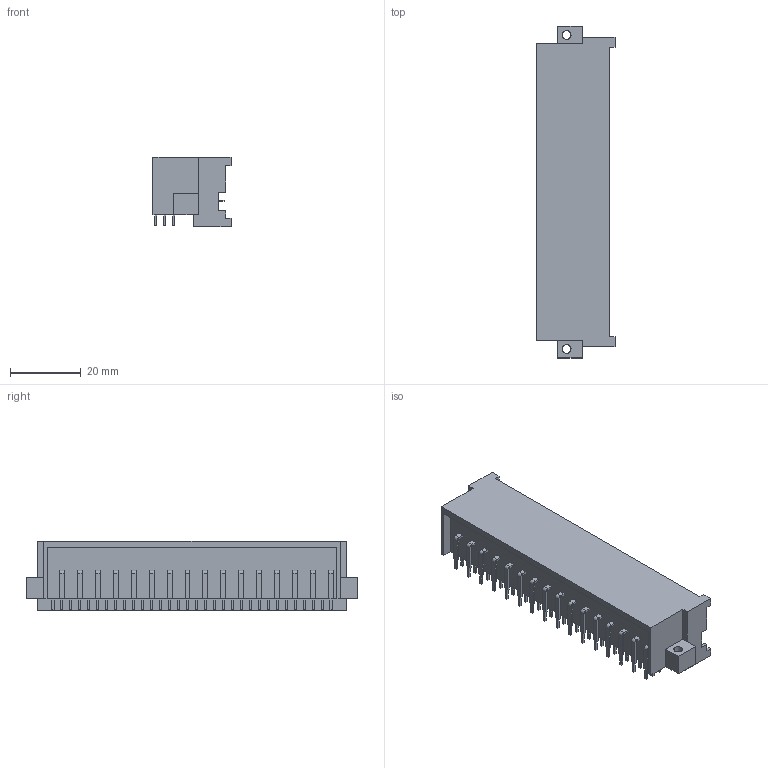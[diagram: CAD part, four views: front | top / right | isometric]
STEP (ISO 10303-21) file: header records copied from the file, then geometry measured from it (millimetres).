
FILE_DESCRIPTION((''),'2;1');
FILE_NAME('EPT_111-40064.stp','2010-12-08T10:25:18',(''),(''),'Mechanical Desktop 2011','Mechanical Desktop 2011',', , ');
FILE_SCHEMA(('AUTOMOTIVE_DESIGN { 1 2 10303 214 1 1 1 1 }'));
Length unit declared in the file: millimetre
Products named in the file (1): Product
Bounding box: 22.1 x 94 x 19.8 mm (x, y, z)
Volume: 19344.4 mm3; surface area: 12275.2 mm2
Topology: 147 solids, 147 shells, 1278 faces, 2695 edges, 1712 vertices
Faces by surface type: plane 1222, cylinder 36, bspline 20
Entity records: 33093 total; most frequent: CARTESIAN_POINT 5745, ORIENTED_EDGE 5388, DIRECTION 5285, EDGE_CURVE 2694, VECTOR 2623, LINE 2623, VERTEX_POINT 1710, AXIS2_PLACEMENT_3D 1331
